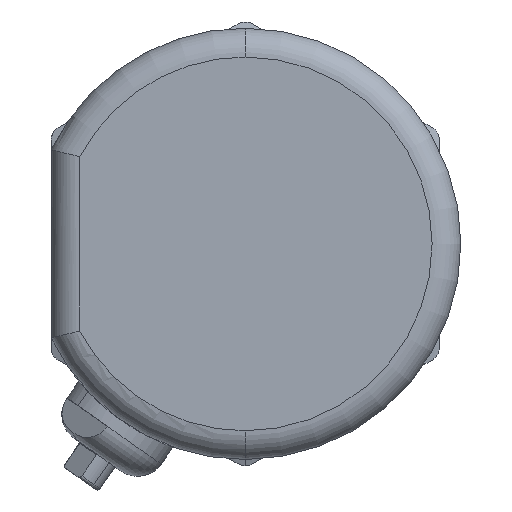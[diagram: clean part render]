
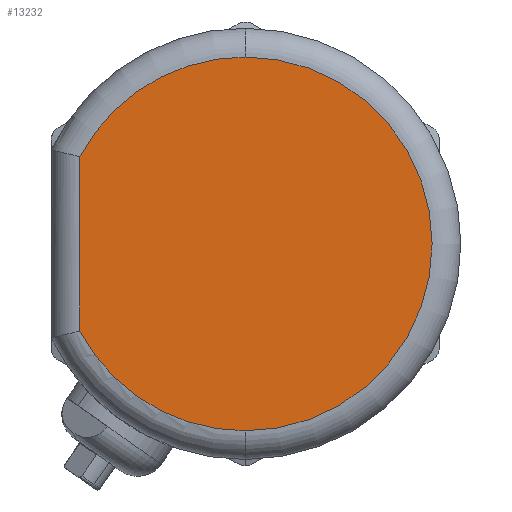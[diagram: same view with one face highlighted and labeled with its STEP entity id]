
A CAD part, left-side view. The second image highlights one B-rep face of the part: STEP entity #13232.
In plain terms, the highlighted planar face has unit normal (-1, 0, 0).
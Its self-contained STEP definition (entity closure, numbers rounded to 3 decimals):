
#169 = VERTEX_POINT ( 'NONE', #26511 ) ;
#423 = CIRCLE ( 'NONE', #3580, 13. ) ;
#1447 = VERTEX_POINT ( 'NONE', #26500 ) ;
#3346 = VERTEX_POINT ( 'NONE', #30125 ) ;
#3580 = AXIS2_PLACEMENT_3D ( 'NONE', #14987, #25087, #25253 ) ;
#5383 = ORIENTED_EDGE ( 'NONE', *, *, #15818, .T. ) ;
#5529 = FACE_OUTER_BOUND ( 'NONE', #27760, .T. ) ;
#6401 = DIRECTION ( 'NONE',  ( 0., 0., 1. ) ) ;
#7175 = CARTESIAN_POINT ( 'NONE',  ( -22., 11.5, -6.538 ) ) ;
#7454 = EDGE_CURVE ( 'NONE', #19573, #3346, #25757, .T. ) ;
#8633 = VECTOR ( 'NONE', #16778, 1000. ) ;
#8673 = AXIS2_PLACEMENT_3D ( 'NONE', #23373, #25721, #17787 ) ;
#9059 = ORIENTED_EDGE ( 'NONE', *, *, #23625, .T. ) ;
#9554 = DIRECTION ( 'NONE',  ( -1., 0., 0. ) ) ;
#13232 = ADVANCED_FACE ( 'NONE', ( #5529 ), #15621, .T. ) ;
#14523 = CIRCLE ( 'NONE', #15065, 13. ) ;
#14987 = CARTESIAN_POINT ( 'NONE',  ( -22., 0., 0. ) ) ;
#15065 = AXIS2_PLACEMENT_3D ( 'NONE', #32216, #9554, #6401 ) ;
#15621 = PLANE ( 'NONE',  #8673 ) ;
#15818 = EDGE_CURVE ( 'NONE', #3346, #169, #423, .T. ) ;
#16778 = DIRECTION ( 'NONE',  ( 0., 0., -1. ) ) ;
#17435 = CARTESIAN_POINT ( 'NONE',  ( -22., 0., 0. ) ) ;
#17787 = DIRECTION ( 'NONE',  ( 0., 0., 1. ) ) ;
#17841 = AXIS2_PLACEMENT_3D ( 'NONE', #17435, #30182, #22212 ) ;
#18774 = ORIENTED_EDGE ( 'NONE', *, *, #25986, .T. ) ;
#19573 = VERTEX_POINT ( 'NONE', #29959 ) ;
#22212 = DIRECTION ( 'NONE',  ( 0., 0., 1. ) ) ;
#23373 = CARTESIAN_POINT ( 'NONE',  ( -22., 15., 0. ) ) ;
#23625 = EDGE_CURVE ( 'NONE', #1447, #19573, #24228, .T. ) ;
#24228 = LINE ( 'NONE', #7175, #8633 ) ;
#25087 = DIRECTION ( 'NONE',  ( -1., 0., 0. ) ) ;
#25253 = DIRECTION ( 'NONE',  ( 0., 0., 1. ) ) ;
#25721 = DIRECTION ( 'NONE',  ( -1., 0., 0. ) ) ;
#25757 = CIRCLE ( 'NONE', #17841, 13. ) ;
#25986 = EDGE_CURVE ( 'NONE', #169, #1447, #14523, .T. ) ;
#26500 = CARTESIAN_POINT ( 'NONE',  ( -22., 11.5, 6.062 ) ) ;
#26511 = CARTESIAN_POINT ( 'NONE',  ( -22., 0., 13. ) ) ;
#27760 = EDGE_LOOP ( 'NONE', ( #28435, #5383, #18774, #9059 ) ) ;
#28435 = ORIENTED_EDGE ( 'NONE', *, *, #7454, .T. ) ;
#29959 = CARTESIAN_POINT ( 'NONE',  ( -22., 11.5, -6.062 ) ) ;
#30125 = CARTESIAN_POINT ( 'NONE',  ( -22., 0., -13. ) ) ;
#30182 = DIRECTION ( 'NONE',  ( -1., 0., 0. ) ) ;
#32216 = CARTESIAN_POINT ( 'NONE',  ( -22., 0., 0. ) ) ;
